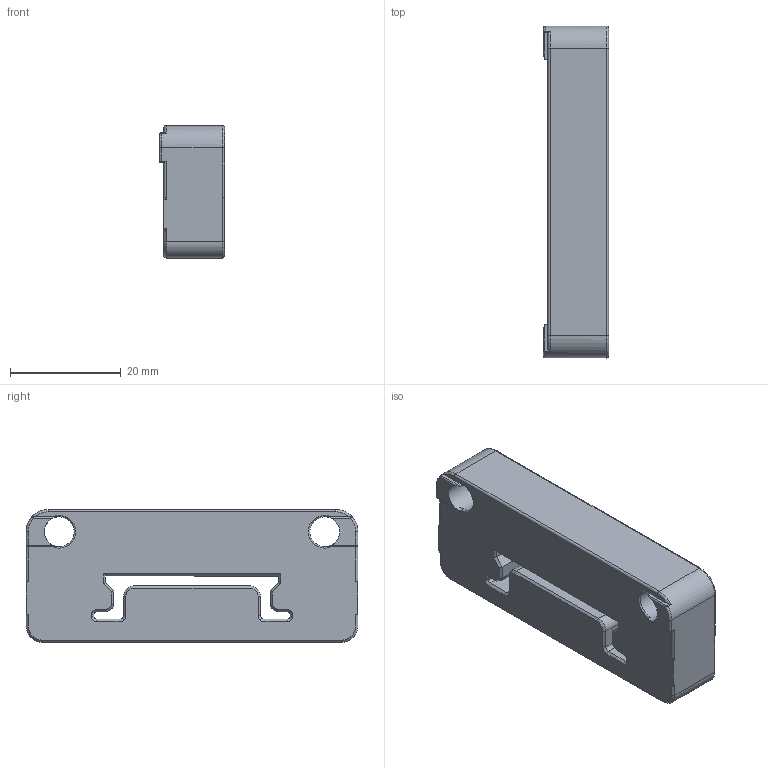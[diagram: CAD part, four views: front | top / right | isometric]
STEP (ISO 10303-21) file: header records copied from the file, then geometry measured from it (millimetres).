
FILE_DESCRIPTION(/* description */ (''),/* implementation_level */ '2;1');
FILE_NAME(/* name */ 'offset-din-rail-mount.step',/* time_stamp */ '2022-03-20T15:58:46-07:00',/* author */ (''),/* organization */ (''),/* preprocessor_version */ 'ST-DEVELOPER v18.1',/* originating_system */ 'Autodesk Translation Framework v10.13.0.1454',/* authorisation */ '');
FILE_SCHEMA (('AUTOMOTIVE_DESIGN { 1 0 10303 214 3 1 1 }'));
Length unit declared in the file: millimetre
Products named in the file (4): offset-din-rail-mount; Electronics; DIN_Mount (1); DIN_Mount (2)
Assembly tree (3 placements, depth 3):
  offset-din-rail-mount
    Electronics
      DIN_Mount (1)
      DIN_Mount (2)
Bounding box: 11.8 x 60 x 24 mm (x, y, z)
Volume: 14080.5 mm3; surface area: 5860.1 mm2
Topology: 1 solids, 1 shells, 156 faces, 375 edges, 220 vertices
Faces by surface type: plane 79, cylinder 38, cone 24, torus 11, bspline 4
Full cylindrical faces by diameter (mm): 2.9 x1, 5.4 x2, 6 x1
Entity records: 4677 total; most frequent: CARTESIAN_POINT 922, DIRECTION 792, ORIENTED_EDGE 750, EDGE_CURVE 375, AXIS2_PLACEMENT_3D 276, LINE 240, VECTOR 240, VERTEX_POINT 220
